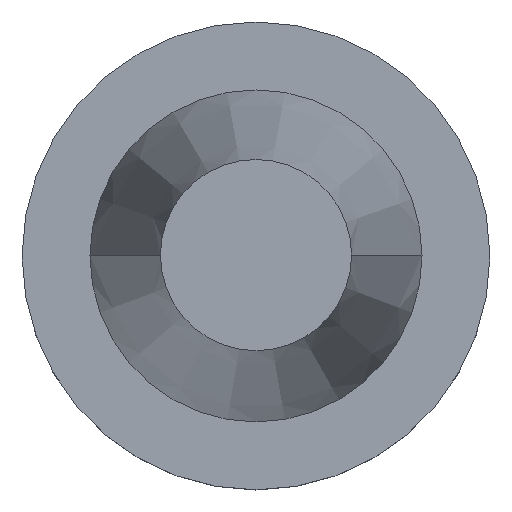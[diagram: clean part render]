
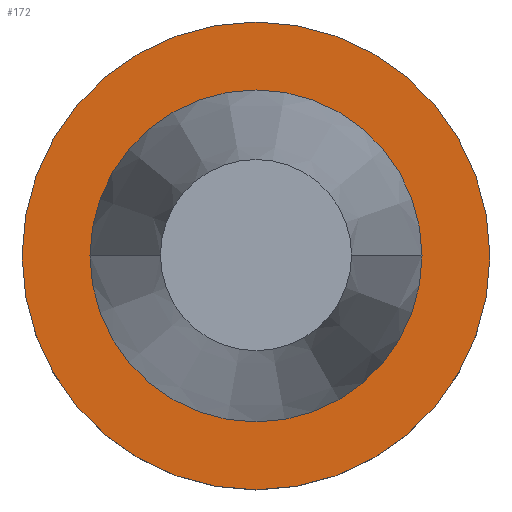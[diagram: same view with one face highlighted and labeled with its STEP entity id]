
A CAD part, top view. The second image highlights one B-rep face of the part: STEP entity #172.
In plain terms, the highlighted planar face has unit normal (0, 0, 1).
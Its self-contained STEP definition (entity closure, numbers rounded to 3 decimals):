
#24 = DIRECTION ( 'NONE',  ( 1., 0., 0. ) ) ;
#45 = EDGE_LOOP ( 'NONE', ( #573, #740 ) ) ;
#78 = CIRCLE ( 'NONE', #483, 49.215 ) ;
#98 = DIRECTION ( 'NONE',  ( 0., 0., 1. ) ) ;
#103 = DIRECTION ( 'NONE',  ( 1., 0., 0. ) ) ;
#132 = CIRCLE ( 'NONE', #570, 49.215 ) ;
#163 = DIRECTION ( 'NONE',  ( 0., 0., 1. ) ) ;
#172 = ADVANCED_FACE ( 'NONE', ( #618, #811 ), #286, .F. ) ;
#180 = AXIS2_PLACEMENT_3D ( 'NONE', #687, #98, #418 ) ;
#193 = EDGE_CURVE ( 'NONE', #632, #223, #349, .T. ) ;
#210 = CARTESIAN_POINT ( 'NONE',  ( 0., 0., -1.5 ) ) ;
#214 = AXIS2_PLACEMENT_3D ( 'NONE', #700, #747, #614 ) ;
#223 = VERTEX_POINT ( 'NONE', #814 ) ;
#224 = DIRECTION ( 'NONE',  ( 0., 0., 1. ) ) ;
#233 = CARTESIAN_POINT ( 'NONE',  ( 49.215, 0., -1.5 ) ) ;
#272 = EDGE_CURVE ( 'NONE', #583, #372, #78, .T. ) ;
#286 = PLANE ( 'NONE',  #579 ) ;
#298 = CIRCLE ( 'NONE', #180, 34.925 ) ;
#344 = DIRECTION ( 'NONE',  ( -1., 0., 0. ) ) ;
#349 = CIRCLE ( 'NONE', #214, 34.925 ) ;
#372 = VERTEX_POINT ( 'NONE', #233 ) ;
#388 = ORIENTED_EDGE ( 'NONE', *, *, #193, .F. ) ;
#418 = DIRECTION ( 'NONE',  ( 1., 0., 0. ) ) ;
#423 = CARTESIAN_POINT ( 'NONE',  ( -34.925, 0., -1.5 ) ) ;
#476 = CARTESIAN_POINT ( 'NONE',  ( 0., 49.215, -1.5 ) ) ;
#483 = AXIS2_PLACEMENT_3D ( 'NONE', #679, #163, #103 ) ;
#550 = EDGE_LOOP ( 'NONE', ( #630, #388 ) ) ;
#570 = AXIS2_PLACEMENT_3D ( 'NONE', #210, #224, #24 ) ;
#573 = ORIENTED_EDGE ( 'NONE', *, *, #691, .T. ) ;
#579 = AXIS2_PLACEMENT_3D ( 'NONE', #476, #610, #344 ) ;
#583 = VERTEX_POINT ( 'NONE', #650 ) ;
#602 = EDGE_CURVE ( 'NONE', #223, #632, #298, .T. ) ;
#610 = DIRECTION ( 'NONE',  ( 0., 0., -1. ) ) ;
#614 = DIRECTION ( 'NONE',  ( 1., 0., 0. ) ) ;
#618 = FACE_BOUND ( 'NONE', #550, .T. ) ;
#630 = ORIENTED_EDGE ( 'NONE', *, *, #602, .F. ) ;
#632 = VERTEX_POINT ( 'NONE', #423 ) ;
#650 = CARTESIAN_POINT ( 'NONE',  ( -49.215, 0., -1.5 ) ) ;
#679 = CARTESIAN_POINT ( 'NONE',  ( 0., 0., -1.5 ) ) ;
#687 = CARTESIAN_POINT ( 'NONE',  ( 0., 0., -1.5 ) ) ;
#691 = EDGE_CURVE ( 'NONE', #372, #583, #132, .T. ) ;
#700 = CARTESIAN_POINT ( 'NONE',  ( 0., 0., -1.5 ) ) ;
#740 = ORIENTED_EDGE ( 'NONE', *, *, #272, .T. ) ;
#747 = DIRECTION ( 'NONE',  ( 0., 0., 1. ) ) ;
#811 = FACE_OUTER_BOUND ( 'NONE', #45, .T. ) ;
#814 = CARTESIAN_POINT ( 'NONE',  ( 34.925, 0., -1.5 ) ) ;
